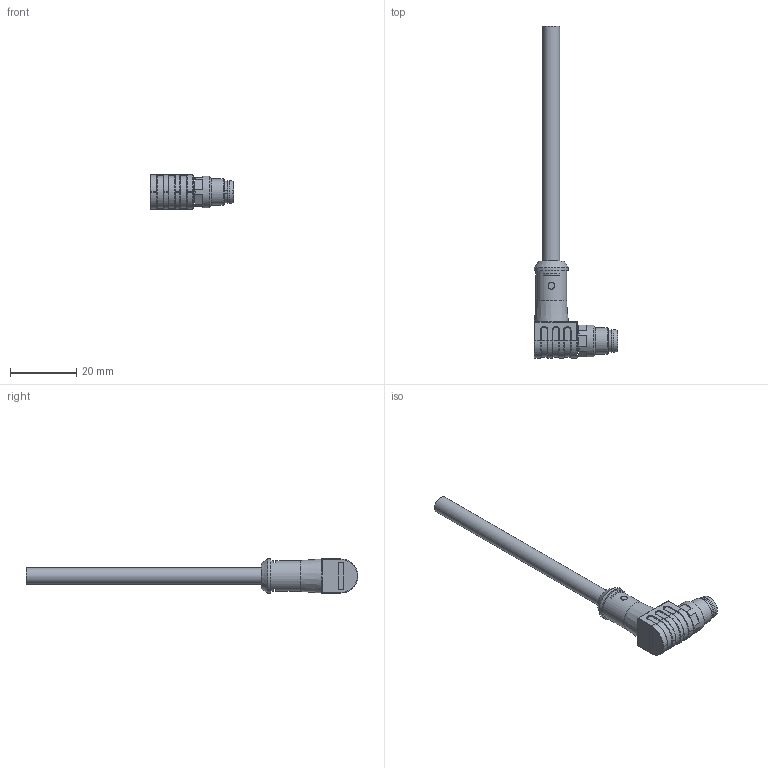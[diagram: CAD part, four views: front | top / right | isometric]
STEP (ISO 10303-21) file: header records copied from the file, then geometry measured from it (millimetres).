
FILE_DESCRIPTION(/* description */ (''),/* implementation_level */ '2;1');
FILE_NAME(/* name */ 'IE-SWSPSP4-m_S5059_stp.stp',/* time_stamp */ '2019-01-14T13:24:29+01:00',/* author */ (''),/* organization */ (''),/* preprocessor_version */ 'ST-DEVELOPER v16',/* originating_system */ 'SIEMENS PLM Software NX 10.0',/* authorisation */ '');
FILE_SCHEMA (('AUTOMOTIVE_DESIGN { 1 0 10303 214 3 1 1 1 }'));
Length unit declared in the file: millimetre
Products named in the file (1): IE-SWSPSP4-m_S5059_stp
Bounding box: 25.2 x 100.3 x 10.3 mm (x, y, z)
Volume: 4555.3 mm3; surface area: 3011 mm2
Topology: 1 solids, 1 shells, 254 faces, 610 edges, 355 vertices
Faces by surface type: cylinder 101, plane 72, torus 51, cone 16, sphere 8, bspline 6
Full cylindrical faces by diameter (mm): 1 x4, 2 x1, 5.1 x1, 5.8 x1, 6.5 x2, 6.9 x1, 8 x1, 9.3 x1, 9.6 x1, 10.3 x1
Entity records: 7375 total; most frequent: CARTESIAN_POINT 1664, DIRECTION 1297, ORIENTED_EDGE 1100, EDGE_CURVE 550, AXIS2_PLACEMENT_3D 533, VERTEX_POINT 336, EDGE_LOOP 292, CIRCLE 279
